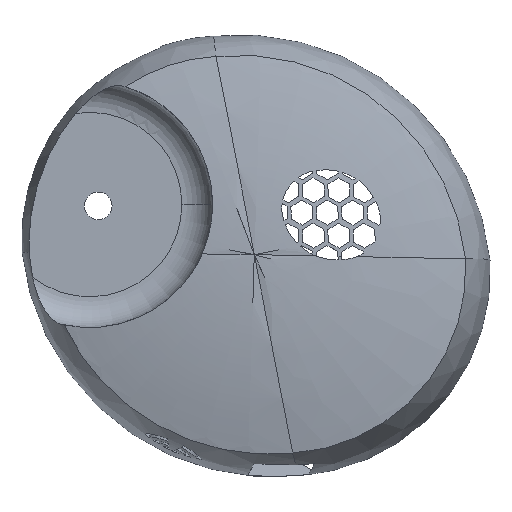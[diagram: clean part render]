
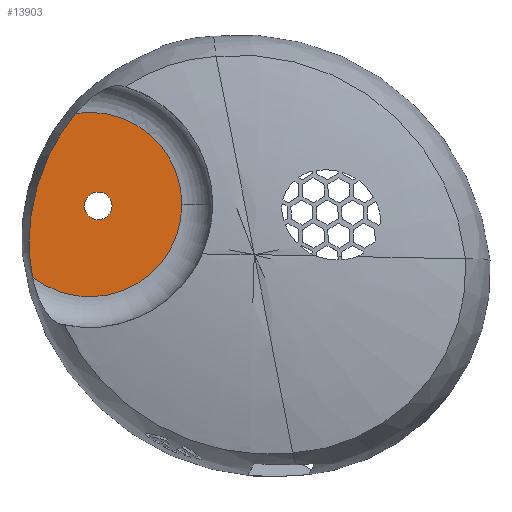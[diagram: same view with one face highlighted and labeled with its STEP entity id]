
A CAD part, top view. The second image highlights one B-rep face of the part: STEP entity #13903.
In plain terms, the highlighted planar face has unit normal (0, 0, 1).
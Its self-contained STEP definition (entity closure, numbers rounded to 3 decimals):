
#100 = CARTESIAN_POINT ( 'NONE',  ( -95.739, -7.63, 11.903 ) ) ;
#195 = B_SPLINE_CURVE_WITH_KNOTS ( 'NONE', 3,
 ( #1214, #10753, #217, #8477 ),
 .UNSPECIFIED., .F., .F.,
 ( 4, 4 ),
 ( 0.018, 0.026 ),
 .UNSPECIFIED. ) ;
#217 = CARTESIAN_POINT ( 'NONE',  ( -95.494, -10.34, 11.903 ) ) ;
#523 = DIRECTION ( 'NONE',  ( 1., 0., 0. ) ) ;
#583 = CARTESIAN_POINT ( 'NONE',  ( -95.739, -7.63, 11.903 ) ) ;
#614 = EDGE_LOOP ( 'NONE', ( #9962, #7491, #15207, #7251 ) ) ;
#1214 = CARTESIAN_POINT ( 'NONE',  ( -94.593, -15.65, 11.903 ) ) ;
#1768 = CARTESIAN_POINT ( 'NONE',  ( -94.86, 6.496, 11.903 ) ) ;
#1837 = DIRECTION ( 'NONE',  ( 0., 0., 1. ) ) ;
#1896 = EDGE_CURVE ( 'NONE', #13534, #7731, #15146, .T. ) ;
#1924 = AXIS2_PLACEMENT_3D ( 'NONE', #10145, #1837, #12624 ) ;
#2368 = AXIS2_PLACEMENT_3D ( 'NONE', #9838, #12270, #12115 ) ;
#2970 = DIRECTION ( 'NONE',  ( 1., 0., 0. ) ) ;
#3036 = CARTESIAN_POINT ( 'NONE',  ( -83.658, 33.443, 11.903 ) ) ;
#3142 = CARTESIAN_POINT ( 'NONE',  ( -73.257, 7.43, 11.903 ) ) ;
#3189 = CARTESIAN_POINT ( 'NONE',  ( -89.385, 23.885, 11.903 ) ) ;
#3210 = CIRCLE ( 'NONE', #6201, 29.957 ) ;
#3293 = EDGE_CURVE ( 'NONE', #11490, #13135, #195, .T. ) ;
#3550 = EDGE_CURVE ( 'NONE', #8842, #12669, #10117, .T. ) ;
#3585 = AXIS2_PLACEMENT_3D ( 'NONE', #4018, #12330, #2970 ) ;
#4018 = CARTESIAN_POINT ( 'NONE',  ( 4.293, 2.558, 11.903 ) ) ;
#4303 = CARTESIAN_POINT ( 'NONE',  ( -93.518, 12.43, 11.903 ) ) ;
#5248 = B_SPLINE_CURVE_WITH_KNOTS ( 'NONE', 3,
 ( #583, #9069, #12511, #1768, #5466, #11374, #4303, #13656, #7802, #12560, #3189, #9021, #11476, #3036, #13708, #12611, #5512, #13756 ),
 .UNSPECIFIED., .F., .F.,
 ( 4, 2, 2, 2, 2, 2, 2, 2, 4 ),
 ( 0., 0.012, 0.018, 0.021, 0.024, 0.036, 0.042, 0.045, 0.048 ),
 .UNSPECIFIED. ) ;
#5251 = EDGE_CURVE ( 'NONE', #13135, #7731, #5248, .T. ) ;
#5466 = CARTESIAN_POINT ( 'NONE',  ( -94.483, 8.482, 11.903 ) ) ;
#5512 = CARTESIAN_POINT ( 'NONE',  ( -81.211, 36.708, 11.903 ) ) ;
#5949 = FACE_BOUND ( 'NONE', #6853, .T. ) ;
#6201 = AXIS2_PLACEMENT_3D ( 'NONE', #9240, #13553, #523 ) ;
#6660 = DIRECTION ( 'NONE',  ( 0., 0., 1. ) ) ;
#6853 = EDGE_LOOP ( 'NONE', ( #9602, #9336 ) ) ;
#7067 = FACE_OUTER_BOUND ( 'NONE', #614, .T. ) ;
#7251 = ORIENTED_EDGE ( 'NONE', *, *, #5251, .F. ) ;
#7491 = ORIENTED_EDGE ( 'NONE', *, *, #9627, .T. ) ;
#7591 = CARTESIAN_POINT ( 'NONE',  ( -77.757, 7.43, 11.903 ) ) ;
#7731 = VERTEX_POINT ( 'NONE', #14217 ) ;
#7802 = CARTESIAN_POINT ( 'NONE',  ( -92.649, 15.37, 11.903 ) ) ;
#7823 = CIRCLE ( 'NONE', #2368, 4.5 ) ;
#8477 = CARTESIAN_POINT ( 'NONE',  ( -95.739, -7.63, 11.903 ) ) ;
#8842 = VERTEX_POINT ( 'NONE', #7591 ) ;
#9021 = CARTESIAN_POINT ( 'NONE',  ( -86.442, 29.187, 11.903 ) ) ;
#9069 = CARTESIAN_POINT ( 'NONE',  ( -95.923, -3.54, 11.903 ) ) ;
#9240 = CARTESIAN_POINT ( 'NONE',  ( -76.049, 7.878, 11.903 ) ) ;
#9336 = ORIENTED_EDGE ( 'NONE', *, *, #3550, .F. ) ;
#9602 = ORIENTED_EDGE ( 'NONE', *, *, #11918, .F. ) ;
#9627 = EDGE_CURVE ( 'NONE', #11490, #13534, #3210, .T. ) ;
#9838 = CARTESIAN_POINT ( 'NONE',  ( -73.257, 7.43, 11.903 ) ) ;
#9955 = PLANE ( 'NONE',  #3585 ) ;
#9962 = ORIENTED_EDGE ( 'NONE', *, *, #3293, .F. ) ;
#10117 = CIRCLE ( 'NONE', #13950, 4.5 ) ;
#10145 = CARTESIAN_POINT ( 'NONE',  ( -76.049, 7.878, 11.903 ) ) ;
#10753 = CARTESIAN_POINT ( 'NONE',  ( -95.111, -13.012, 11.903 ) ) ;
#11374 = CARTESIAN_POINT ( 'NONE',  ( -93.777, 11.445, 11.903 ) ) ;
#11432 = DIRECTION ( 'NONE',  ( 1., 0., 0. ) ) ;
#11476 = CARTESIAN_POINT ( 'NONE',  ( -85.379, 30.914, 11.903 ) ) ;
#11490 = VERTEX_POINT ( 'NONE', #11520 ) ;
#11520 = CARTESIAN_POINT ( 'NONE',  ( -94.593, -15.65, 11.903 ) ) ;
#11651 = CARTESIAN_POINT ( 'NONE',  ( -46.092, 7.878, 11.903 ) ) ;
#11918 = EDGE_CURVE ( 'NONE', #12669, #8842, #7823, .T. ) ;
#12115 = DIRECTION ( 'NONE',  ( 1., 0., 0. ) ) ;
#12270 = DIRECTION ( 'NONE',  ( 0., 0., 1. ) ) ;
#12330 = DIRECTION ( 'NONE',  ( 0., 0., 1. ) ) ;
#12511 = CARTESIAN_POINT ( 'NONE',  ( -95.717, 0.501, 11.903 ) ) ;
#12560 = CARTESIAN_POINT ( 'NONE',  ( -91.021, 20.192, 11.903 ) ) ;
#12611 = CARTESIAN_POINT ( 'NONE',  ( -81.839, 35.909, 11.903 ) ) ;
#12624 = DIRECTION ( 'NONE',  ( 1., 0., 0. ) ) ;
#12669 = VERTEX_POINT ( 'NONE', #14384 ) ;
#13135 = VERTEX_POINT ( 'NONE', #100 ) ;
#13534 = VERTEX_POINT ( 'NONE', #11651 ) ;
#13553 = DIRECTION ( 'NONE',  ( 0., 0., 1. ) ) ;
#13656 = CARTESIAN_POINT ( 'NONE',  ( -92.954, 14.393, 11.903 ) ) ;
#13708 = CARTESIAN_POINT ( 'NONE',  ( -83.063, 34.277, 11.903 ) ) ;
#13756 = CARTESIAN_POINT ( 'NONE',  ( -80.566, 37.492, 11.903 ) ) ;
#13903 = ADVANCED_FACE ( 'NONE', ( #5949, #7067 ), #9955, .T. ) ;
#13950 = AXIS2_PLACEMENT_3D ( 'NONE', #3142, #6660, #11432 ) ;
#14217 = CARTESIAN_POINT ( 'NONE',  ( -80.566, 37.492, 11.903 ) ) ;
#14384 = CARTESIAN_POINT ( 'NONE',  ( -68.757, 7.43, 11.903 ) ) ;
#15146 = CIRCLE ( 'NONE', #1924, 29.957 ) ;
#15207 = ORIENTED_EDGE ( 'NONE', *, *, #1896, .T. ) ;
